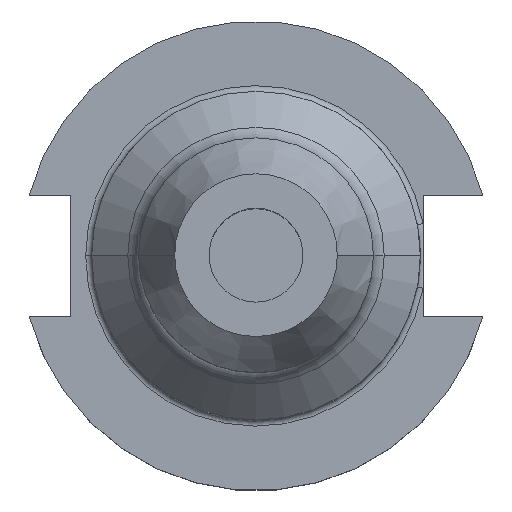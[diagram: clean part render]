
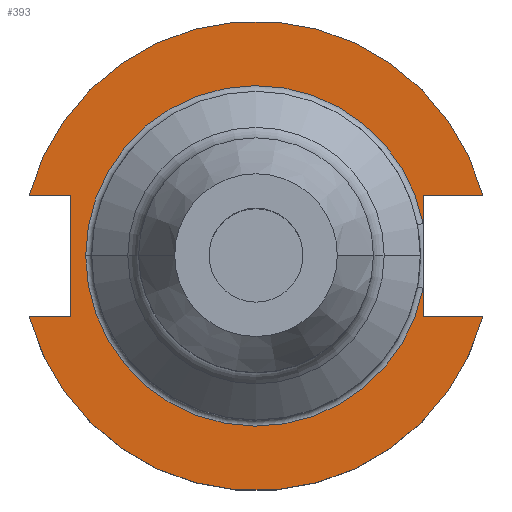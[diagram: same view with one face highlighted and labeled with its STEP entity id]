
A CAD part, top view. The second image highlights one B-rep face of the part: STEP entity #393.
In plain terms, the highlighted planar face has unit normal (0, 0, 1).
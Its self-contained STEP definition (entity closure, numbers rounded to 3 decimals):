
#2 = CARTESIAN_POINT ( 'NONE',  ( 0., 0., 19.05 ) ) ;
#3 = LINE ( 'NONE', #320, #1406 ) ;
#25 = DIRECTION ( 'NONE',  ( 0., 0., -1. ) ) ;
#26 = VERTEX_POINT ( 'NONE', #1455 ) ;
#119 = DIRECTION ( 'NONE',  ( 1., 0., 0. ) ) ;
#134 = CARTESIAN_POINT ( 'NONE',  ( 0., 22.225, 19.05 ) ) ;
#141 = CARTESIAN_POINT ( 'NONE',  ( -61.091, -8.191, 19.05 ) ) ;
#154 = CARTESIAN_POINT ( 'NONE',  ( 22.606, -8.191, 19.05 ) ) ;
#180 = ORIENTED_EDGE ( 'NONE', *, *, #597, .T. ) ;
#197 = CARTESIAN_POINT ( 'NONE',  ( 22.606, -4.373, 19.05 ) ) ;
#220 = VERTEX_POINT ( 'NONE', #463 ) ;
#246 = LINE ( 'NONE', #883, #1716 ) ;
#248 = AXIS2_PLACEMENT_3D ( 'NONE', #790, #25, #926 ) ;
#251 = EDGE_CURVE ( 'NONE', #1511, #1160, #1535, .T. ) ;
#312 = EDGE_CURVE ( 'NONE', #933, #26, #3, .T. ) ;
#320 = CARTESIAN_POINT ( 'NONE',  ( -25.091, 8.191, 19.05 ) ) ;
#325 = VECTOR ( 'NONE', #1722, 1000. ) ;
#380 = LINE ( 'NONE', #1212, #1456 ) ;
#381 = CARTESIAN_POINT ( 'NONE',  ( -25.091, 8.191, 19.05 ) ) ;
#384 = VERTEX_POINT ( 'NONE', #1092 ) ;
#393 = ADVANCED_FACE ( 'NONE', ( #548 ), #1505, .F. ) ;
#423 = VERTEX_POINT ( 'NONE', #1215 ) ;
#441 = DIRECTION ( 'NONE',  ( 0., -1., 0. ) ) ;
#445 = LINE ( 'NONE', #1314, #1761 ) ;
#463 = CARTESIAN_POINT ( 'NONE',  ( -30.675, 8.191, 19.05 ) ) ;
#548 = FACE_OUTER_BOUND ( 'NONE', #1712, .T. ) ;
#556 = LINE ( 'NONE', #141, #1652 ) ;
#565 = ORIENTED_EDGE ( 'NONE', *, *, #816, .T. ) ;
#597 = EDGE_CURVE ( 'NONE', #1726, #220, #817, .T. ) ;
#604 = ORIENTED_EDGE ( 'NONE', *, *, #855, .F. ) ;
#618 = CARTESIAN_POINT ( 'NONE',  ( 0., 8.191, 19.05 ) ) ;
#668 = EDGE_CURVE ( 'NONE', #1074, #1697, #380, .T. ) ;
#680 = ORIENTED_EDGE ( 'NONE', *, *, #1402, .T. ) ;
#703 = ORIENTED_EDGE ( 'NONE', *, *, #251, .T. ) ;
#714 = VERTEX_POINT ( 'NONE', #197 ) ;
#716 = CARTESIAN_POINT ( 'NONE',  ( 22.606, 22.225, 19.05 ) ) ;
#731 = DIRECTION ( 'NONE',  ( 0., 0., -1. ) ) ;
#754 = CARTESIAN_POINT ( 'NONE',  ( 0., 0., 19.05 ) ) ;
#790 = CARTESIAN_POINT ( 'NONE',  ( 0., 0., 19.05 ) ) ;
#815 = CARTESIAN_POINT ( 'NONE',  ( 30.675, 8.191, 19.05 ) ) ;
#816 = EDGE_CURVE ( 'NONE', #384, #1697, #1226, .T. ) ;
#817 = CIRCLE ( 'NONE', #831, 31.75 ) ;
#831 = AXIS2_PLACEMENT_3D ( 'NONE', #2, #901, #119 ) ;
#855 = EDGE_CURVE ( 'NONE', #1726, #1160, #1527, .T. ) ;
#883 = CARTESIAN_POINT ( 'NONE',  ( -61.091, 8.191, 19.05 ) ) ;
#887 = ORIENTED_EDGE ( 'NONE', *, *, #1338, .T. ) ;
#893 = DIRECTION ( 'NONE',  ( 1., 0., 0. ) ) ;
#901 = DIRECTION ( 'NONE',  ( 0., 0., 1. ) ) ;
#926 = DIRECTION ( 'NONE',  ( -1., 0., 0. ) ) ;
#933 = VERTEX_POINT ( 'NONE', #381 ) ;
#942 = ORIENTED_EDGE ( 'NONE', *, *, #668, .F. ) ;
#965 = ORIENTED_EDGE ( 'NONE', *, *, #988, .T. ) ;
#988 = EDGE_CURVE ( 'NONE', #423, #1511, #1699, .T. ) ;
#1016 = DIRECTION ( 'NONE',  ( 0., 1., 0. ) ) ;
#1034 = EDGE_CURVE ( 'NONE', #384, #26, #556, .T. ) ;
#1063 = CARTESIAN_POINT ( 'NONE',  ( 22.606, 8.191, 19.05 ) ) ;
#1066 = DIRECTION ( 'NONE',  ( 1., 0., 0. ) ) ;
#1074 = VERTEX_POINT ( 'NONE', #154 ) ;
#1085 = DIRECTION ( 'NONE',  ( 1., 0., 0. ) ) ;
#1092 = CARTESIAN_POINT ( 'NONE',  ( -30.675, -8.191, 19.05 ) ) ;
#1096 = AXIS2_PLACEMENT_3D ( 'NONE', #754, #1763, #893 ) ;
#1104 = ORIENTED_EDGE ( 'NONE', *, *, #312, .T. ) ;
#1125 = VECTOR ( 'NONE', #1488, 1000. ) ;
#1160 = VERTEX_POINT ( 'NONE', #1063 ) ;
#1179 = CARTESIAN_POINT ( 'NONE',  ( 22.606, 4.373, 19.05 ) ) ;
#1212 = CARTESIAN_POINT ( 'NONE',  ( 0., -8.191, 19.05 ) ) ;
#1215 = CARTESIAN_POINT ( 'NONE',  ( -23.025, 0., 19.05 ) ) ;
#1226 = CIRCLE ( 'NONE', #1096, 31.75 ) ;
#1250 = CIRCLE ( 'NONE', #1253, 23.025 ) ;
#1253 = AXIS2_PLACEMENT_3D ( 'NONE', #1593, #731, #1739 ) ;
#1314 = CARTESIAN_POINT ( 'NONE',  ( 22.606, 22.225, 19.05 ) ) ;
#1329 = DIRECTION ( 'NONE',  ( 1., 0., 0. ) ) ;
#1338 = EDGE_CURVE ( 'NONE', #1074, #714, #445, .T. ) ;
#1373 = AXIS2_PLACEMENT_3D ( 'NONE', #134, #1530, #1538 ) ;
#1381 = EDGE_CURVE ( 'NONE', #220, #933, #246, .T. ) ;
#1389 = ORIENTED_EDGE ( 'NONE', *, *, #1381, .T. ) ;
#1401 = CARTESIAN_POINT ( 'NONE',  ( 30.675, -8.191, 19.05 ) ) ;
#1402 = EDGE_CURVE ( 'NONE', #714, #423, #1250, .T. ) ;
#1406 = VECTOR ( 'NONE', #441, 1000. ) ;
#1455 = CARTESIAN_POINT ( 'NONE',  ( -25.091, -8.191, 19.05 ) ) ;
#1456 = VECTOR ( 'NONE', #1066, 1000. ) ;
#1483 = ORIENTED_EDGE ( 'NONE', *, *, #1034, .F. ) ;
#1488 = DIRECTION ( 'NONE',  ( -1., 0., 0. ) ) ;
#1505 = PLANE ( 'NONE',  #1373 ) ;
#1511 = VERTEX_POINT ( 'NONE', #1179 ) ;
#1527 = LINE ( 'NONE', #618, #1125 ) ;
#1530 = DIRECTION ( 'NONE',  ( 0., 0., -1. ) ) ;
#1535 = LINE ( 'NONE', #716, #325 ) ;
#1538 = DIRECTION ( 'NONE',  ( -1., 0., 0. ) ) ;
#1593 = CARTESIAN_POINT ( 'NONE',  ( 0., 0., 19.05 ) ) ;
#1652 = VECTOR ( 'NONE', #1085, 1000. ) ;
#1697 = VERTEX_POINT ( 'NONE', #1401 ) ;
#1699 = CIRCLE ( 'NONE', #248, 23.025 ) ;
#1712 = EDGE_LOOP ( 'NONE', ( #887, #680, #965, #703, #604, #180, #1389, #1104, #1483, #565, #942 ) ) ;
#1716 = VECTOR ( 'NONE', #1329, 1000. ) ;
#1722 = DIRECTION ( 'NONE',  ( 0., 1., 0. ) ) ;
#1726 = VERTEX_POINT ( 'NONE', #815 ) ;
#1739 = DIRECTION ( 'NONE',  ( -1., 0., 0. ) ) ;
#1761 = VECTOR ( 'NONE', #1016, 1000. ) ;
#1763 = DIRECTION ( 'NONE',  ( 0., 0., 1. ) ) ;
